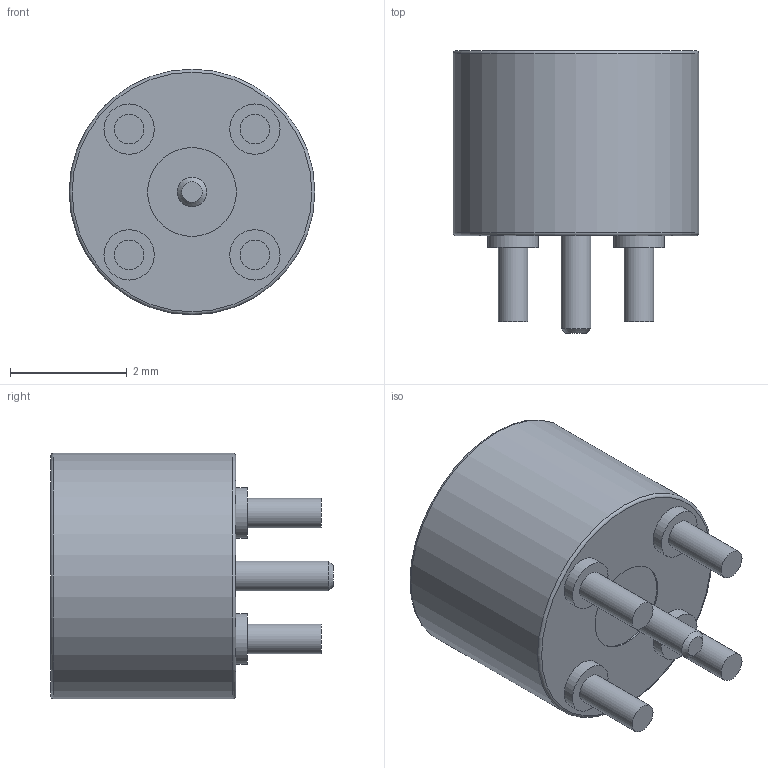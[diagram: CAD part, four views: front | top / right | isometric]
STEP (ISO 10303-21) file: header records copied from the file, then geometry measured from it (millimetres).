
FILE_DESCRIPTION (( 'STEP AP203' ), '1' );
FILE_NAME ('SC5464_3D.step', '2020-09-01T17:01:38', ( '' ), ( '' ), 'SwSTEP 2.0', 'SolidWorks 2018', '' );
FILE_SCHEMA (( 'CONFIG_CONTROL_DESIGN' ));
Length unit declared in the file: inch
Products named in the file (1): SC5464_3D
Bounding box: 4.22 x 4.85 x 4.22 mm (x, y, z)
Volume: 37.9 mm3; surface area: 95.8 mm2
Topology: 1 solids, 1 shells, 38 faces, 65 edges, 42 vertices
Faces by surface type: cylinder 16, plane 15, cone 4, torus 3
Full cylindrical faces by diameter (mm): 0.3 x1, 0.508 x5, 0.864 x4, 1.524 x2, 2.12 x1, 2.24 x1, 2.87 x1, 4.216 x1
Entity records: 833 total; most frequent: DIRECTION 152, CARTESIAN_POINT 113, AXIS2_PLACEMENT_3D 76, EDGE_LOOP 74, ORIENTED_EDGE 74, FACE_OUTER_BOUND 57, ADVANCED_FACE 38, VERTEX_POINT 37
